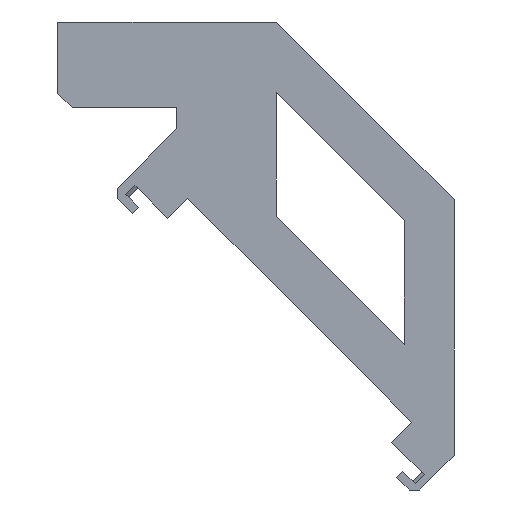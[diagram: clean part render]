
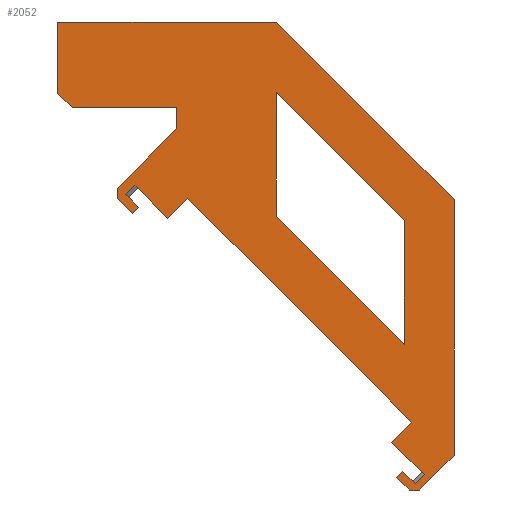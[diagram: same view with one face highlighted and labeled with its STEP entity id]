
A CAD part, front view. The second image highlights one B-rep face of the part: STEP entity #2052.
In plain terms, the highlighted planar face has unit normal (0, -1, 0).
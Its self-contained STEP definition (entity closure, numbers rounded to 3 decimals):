
#31=FACE_BOUND('',#310,.T.);
#92=PLANE('',#2187);
#197=FACE_OUTER_BOUND('',#309,.T.);
#309=EDGE_LOOP('',(#1809,#1810,#1811,#1812,#1813,#1814,#1815,#1816,#1817,
#1818,#1819,#1820,#1821,#1822,#1823,#1824,#1825,#1826,#1827,#1828,#1829,
#1830,#1831,#1832));
#310=EDGE_LOOP('',(#1833,#1834,#1835,#1836));
#566=LINE('',#3304,#822);
#569=LINE('',#3309,#825);
#571=LINE('',#3313,#827);
#573=LINE('',#3316,#829);
#575=LINE('',#3322,#831);
#578=LINE('',#3328,#834);
#579=LINE('',#3330,#835);
#580=LINE('',#3332,#836);
#581=LINE('',#3334,#837);
#582=LINE('',#3336,#838);
#583=LINE('',#3338,#839);
#584=LINE('',#3340,#840);
#585=LINE('',#3342,#841);
#586=LINE('',#3344,#842);
#587=LINE('',#3346,#843);
#588=LINE('',#3348,#844);
#589=LINE('',#3350,#845);
#590=LINE('',#3352,#846);
#591=LINE('',#3354,#847);
#592=LINE('',#3356,#848);
#593=LINE('',#3358,#849);
#594=LINE('',#3360,#850);
#595=LINE('',#3362,#851);
#596=LINE('',#3364,#852);
#597=LINE('',#3366,#853);
#598=LINE('',#3368,#854);
#599=LINE('',#3370,#855);
#600=LINE('',#3371,#856);
#822=VECTOR('',#2564,10.);
#825=VECTOR('',#2569,10.);
#827=VECTOR('',#2573,10.);
#829=VECTOR('',#2577,10.);
#831=VECTOR('',#2581,10.);
#834=VECTOR('',#2586,10.);
#835=VECTOR('',#2587,10.);
#836=VECTOR('',#2588,10.);
#837=VECTOR('',#2589,10.);
#838=VECTOR('',#2590,10.);
#839=VECTOR('',#2591,10.);
#840=VECTOR('',#2592,10.);
#841=VECTOR('',#2593,10.);
#842=VECTOR('',#2594,10.);
#843=VECTOR('',#2595,10.);
#844=VECTOR('',#2596,10.);
#845=VECTOR('',#2597,10.);
#846=VECTOR('',#2598,10.);
#847=VECTOR('',#2599,10.);
#848=VECTOR('',#2600,10.);
#849=VECTOR('',#2601,10.);
#850=VECTOR('',#2602,10.);
#851=VECTOR('',#2603,10.);
#852=VECTOR('',#2604,10.);
#853=VECTOR('',#2605,10.);
#854=VECTOR('',#2606,10.);
#855=VECTOR('',#2607,10.);
#856=VECTOR('',#2608,10.);
#1050=VERTEX_POINT('',#3302);
#1051=VERTEX_POINT('',#3303);
#1052=VERTEX_POINT('',#3308);
#1053=VERTEX_POINT('',#3312);
#1055=VERTEX_POINT('',#3319);
#1056=VERTEX_POINT('',#3321);
#1058=VERTEX_POINT('',#3327);
#1059=VERTEX_POINT('',#3329);
#1060=VERTEX_POINT('',#3331);
#1061=VERTEX_POINT('',#3333);
#1062=VERTEX_POINT('',#3335);
#1063=VERTEX_POINT('',#3337);
#1064=VERTEX_POINT('',#3339);
#1065=VERTEX_POINT('',#3341);
#1066=VERTEX_POINT('',#3343);
#1067=VERTEX_POINT('',#3345);
#1068=VERTEX_POINT('',#3347);
#1069=VERTEX_POINT('',#3349);
#1070=VERTEX_POINT('',#3351);
#1071=VERTEX_POINT('',#3353);
#1072=VERTEX_POINT('',#3355);
#1073=VERTEX_POINT('',#3357);
#1074=VERTEX_POINT('',#3359);
#1075=VERTEX_POINT('',#3361);
#1076=VERTEX_POINT('',#3363);
#1077=VERTEX_POINT('',#3365);
#1078=VERTEX_POINT('',#3367);
#1079=VERTEX_POINT('',#3369);
#1312=EDGE_CURVE('',#1050,#1051,#566,.T.);
#1315=EDGE_CURVE('',#1051,#1052,#569,.T.);
#1317=EDGE_CURVE('',#1052,#1053,#571,.T.);
#1319=EDGE_CURVE('',#1053,#1050,#573,.T.);
#1321=EDGE_CURVE('',#1055,#1056,#575,.T.);
#1324=EDGE_CURVE('',#1056,#1058,#578,.T.);
#1325=EDGE_CURVE('',#1059,#1055,#579,.T.);
#1326=EDGE_CURVE('',#1060,#1059,#580,.T.);
#1327=EDGE_CURVE('',#1061,#1060,#581,.T.);
#1328=EDGE_CURVE('',#1062,#1061,#582,.T.);
#1329=EDGE_CURVE('',#1063,#1062,#583,.T.);
#1330=EDGE_CURVE('',#1064,#1063,#584,.T.);
#1331=EDGE_CURVE('',#1065,#1064,#585,.T.);
#1332=EDGE_CURVE('',#1066,#1065,#586,.T.);
#1333=EDGE_CURVE('',#1067,#1066,#587,.T.);
#1334=EDGE_CURVE('',#1068,#1067,#588,.T.);
#1335=EDGE_CURVE('',#1069,#1068,#589,.T.);
#1336=EDGE_CURVE('',#1070,#1069,#590,.T.);
#1337=EDGE_CURVE('',#1071,#1070,#591,.T.);
#1338=EDGE_CURVE('',#1072,#1071,#592,.T.);
#1339=EDGE_CURVE('',#1073,#1072,#593,.T.);
#1340=EDGE_CURVE('',#1074,#1073,#594,.T.);
#1341=EDGE_CURVE('',#1075,#1074,#595,.T.);
#1342=EDGE_CURVE('',#1076,#1075,#596,.T.);
#1343=EDGE_CURVE('',#1077,#1076,#597,.T.);
#1344=EDGE_CURVE('',#1078,#1077,#598,.T.);
#1345=EDGE_CURVE('',#1079,#1078,#599,.T.);
#1346=EDGE_CURVE('',#1058,#1079,#600,.T.);
#1809=ORIENTED_EDGE('',*,*,#1324,.F.);
#1810=ORIENTED_EDGE('',*,*,#1321,.F.);
#1811=ORIENTED_EDGE('',*,*,#1325,.F.);
#1812=ORIENTED_EDGE('',*,*,#1326,.F.);
#1813=ORIENTED_EDGE('',*,*,#1327,.F.);
#1814=ORIENTED_EDGE('',*,*,#1328,.F.);
#1815=ORIENTED_EDGE('',*,*,#1329,.F.);
#1816=ORIENTED_EDGE('',*,*,#1330,.F.);
#1817=ORIENTED_EDGE('',*,*,#1331,.F.);
#1818=ORIENTED_EDGE('',*,*,#1332,.F.);
#1819=ORIENTED_EDGE('',*,*,#1333,.F.);
#1820=ORIENTED_EDGE('',*,*,#1334,.F.);
#1821=ORIENTED_EDGE('',*,*,#1335,.F.);
#1822=ORIENTED_EDGE('',*,*,#1336,.F.);
#1823=ORIENTED_EDGE('',*,*,#1337,.F.);
#1824=ORIENTED_EDGE('',*,*,#1338,.F.);
#1825=ORIENTED_EDGE('',*,*,#1339,.F.);
#1826=ORIENTED_EDGE('',*,*,#1340,.F.);
#1827=ORIENTED_EDGE('',*,*,#1341,.F.);
#1828=ORIENTED_EDGE('',*,*,#1342,.F.);
#1829=ORIENTED_EDGE('',*,*,#1343,.F.);
#1830=ORIENTED_EDGE('',*,*,#1344,.F.);
#1831=ORIENTED_EDGE('',*,*,#1345,.F.);
#1832=ORIENTED_EDGE('',*,*,#1346,.F.);
#1833=ORIENTED_EDGE('',*,*,#1317,.T.);
#1834=ORIENTED_EDGE('',*,*,#1319,.T.);
#1835=ORIENTED_EDGE('',*,*,#1312,.T.);
#1836=ORIENTED_EDGE('',*,*,#1315,.T.);
#2052=ADVANCED_FACE('',(#197,#31),#92,.F.);
#2187=AXIS2_PLACEMENT_3D('',#3326,#2584,#2585);
#2564=DIRECTION('',(0.,0.,-1.));
#2569=DIRECTION('',(-0.707,0.,0.707));
#2573=DIRECTION('',(0.,0.,1.));
#2577=DIRECTION('',(0.707,0.,-0.707));
#2581=DIRECTION('',(0.707,0.,0.707));
#2584=DIRECTION('center_axis',(0.,1.,0.));
#2585=DIRECTION('ref_axis',(0.,0.,1.));
#2586=DIRECTION('',(-0.707,0.,0.707));
#2587=DIRECTION('',(0.707,0.,-0.707));
#2588=DIRECTION('',(0.707,0.,0.707));
#2589=DIRECTION('',(-0.707,0.,0.707));
#2590=DIRECTION('',(-1.,0.,0.));
#2591=DIRECTION('',(-0.707,0.,-0.707));
#2592=DIRECTION('',(0.,0.,-1.));
#2593=DIRECTION('',(0.707,0.,-0.707));
#2594=DIRECTION('',(1.,0.,0.));
#2595=DIRECTION('',(0.,0.,1.));
#2596=DIRECTION('',(-0.707,0.,0.707));
#2597=DIRECTION('',(-1.,0.,0.));
#2598=DIRECTION('',(0.,0.,1.));
#2599=DIRECTION('',(0.707,0.,0.707));
#2600=DIRECTION('',(0.,0.,1.));
#2601=DIRECTION('',(-0.707,0.,0.707));
#2602=DIRECTION('',(-0.707,0.,-0.707));
#2603=DIRECTION('',(0.707,0.,-0.707));
#2604=DIRECTION('',(-0.707,0.,-0.707));
#2605=DIRECTION('',(-0.707,0.,0.707));
#2606=DIRECTION('',(-0.707,0.,-0.707));
#2607=DIRECTION('',(-0.707,0.,0.707));
#2608=DIRECTION('',(0.707,0.,0.707));
#3302=CARTESIAN_POINT('',(36.7,0.,-27.899));
#3303=CARTESIAN_POINT('',(36.7,0.,-45.301));
#3304=CARTESIAN_POINT('',(36.7,0.,-39.272));
#3308=CARTESIAN_POINT('',(18.7,0.,-27.301));
#3309=CARTESIAN_POINT('',(19.473,0.,-28.074));
#3312=CARTESIAN_POINT('',(18.7,0.,-9.899));
#3313=CARTESIAN_POINT('',(18.7,0.,-21.571));
#3316=CARTESIAN_POINT('',(32.823,0.,-24.023));
#3319=CARTESIAN_POINT('',(38.228,0.,-64.931));
#3321=CARTESIAN_POINT('',(39.501,0.,-63.658));
#3322=CARTESIAN_POINT('',(40.555,0.,-62.603));
#3326=CARTESIAN_POINT('Origin',(15.85,0.,-33.243));
#3327=CARTESIAN_POINT('',(34.905,0.,-59.062));
#3328=CARTESIAN_POINT('',(39.147,0.,-63.304));
#3329=CARTESIAN_POINT('',(36.46,0.,-63.163));
#3330=CARTESIAN_POINT('',(36.46,0.,-63.163));
#3331=CARTESIAN_POINT('',(35.612,0.,-64.011));
#3332=CARTESIAN_POINT('',(35.612,0.,-64.011));
#3333=CARTESIAN_POINT('',(37.38,0.,-65.779));
#3334=CARTESIAN_POINT('',(38.087,0.,-66.486));
#3335=CARTESIAN_POINT('',(38.794,0.,-65.779));
#3336=CARTESIAN_POINT('',(26.968,0.,-65.779));
#3337=CARTESIAN_POINT('',(43.7,0.,-60.873));
#3338=CARTESIAN_POINT('',(43.7,0.,-60.873));
#3339=CARTESIAN_POINT('',(43.7,0.,-25.));
#3340=CARTESIAN_POINT('',(43.7,0.,0.));
#3341=CARTESIAN_POINT('',(18.7,0.,0.));
#3342=CARTESIAN_POINT('',(32.548,0.,-13.848));
#3343=CARTESIAN_POINT('',(-12.,0.,0.));
#3344=CARTESIAN_POINT('',(-12.,0.,0.));
#3345=CARTESIAN_POINT('',(-12.,0.,-10.));
#3346=CARTESIAN_POINT('',(-12.,0.,-12.));
#3347=CARTESIAN_POINT('',(-10.,0.,-12.));
#3348=CARTESIAN_POINT('',(1.273,0.,-23.273));
#3349=CARTESIAN_POINT('',(4.7,0.,-12.));
#3350=CARTESIAN_POINT('',(4.7,0.,-12.));
#3351=CARTESIAN_POINT('',(4.7,0.,-15.02));
#3352=CARTESIAN_POINT('',(4.7,0.,-15.02));
#3353=CARTESIAN_POINT('',(-3.633,0.,-23.353));
#3354=CARTESIAN_POINT('',(-4.34,0.,-24.06));
#3355=CARTESIAN_POINT('',(-3.633,0.,-24.767));
#3356=CARTESIAN_POINT('',(-3.633,0.,-28.651));
#3357=CARTESIAN_POINT('',(-1.511,0.,-26.888));
#3358=CARTESIAN_POINT('',(-1.511,0.,-26.888));
#3359=CARTESIAN_POINT('',(-0.663,0.,-26.04));
#3360=CARTESIAN_POINT('',(-0.663,0.,-26.04));
#3361=CARTESIAN_POINT('',(-2.431,0.,-24.272));
#3362=CARTESIAN_POINT('',(-2.077,0.,-24.625));
#3363=CARTESIAN_POINT('',(-1.158,0.,-22.999));
#3364=CARTESIAN_POINT('',(0.533,0.,-21.308));
#3365=CARTESIAN_POINT('',(3.438,0.,-27.595));
#3366=CARTESIAN_POINT('',(3.438,0.,-27.595));
#3367=CARTESIAN_POINT('',(6.267,0.,-24.767));
#3368=CARTESIAN_POINT('',(6.267,0.,-24.767));
#3369=CARTESIAN_POINT('',(37.733,0.,-56.233));
#3370=CARTESIAN_POINT('',(37.733,0.,-56.233));
#3371=CARTESIAN_POINT('',(34.905,0.,-59.062));
